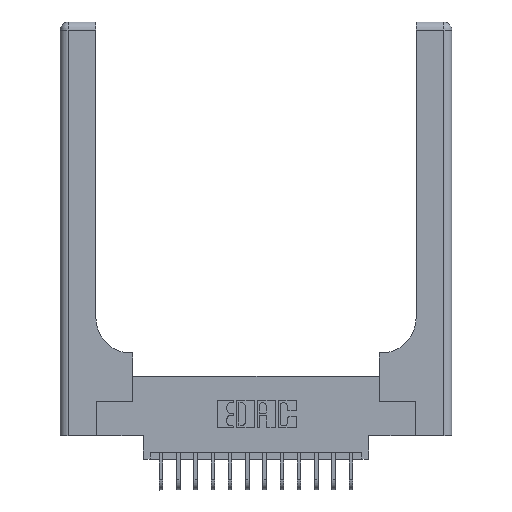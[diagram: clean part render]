
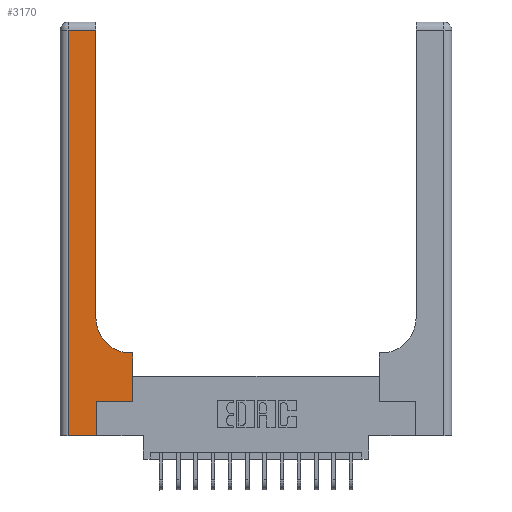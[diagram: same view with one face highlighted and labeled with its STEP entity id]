
A CAD part, top view. The second image highlights one B-rep face of the part: STEP entity #3170.
In plain terms, the highlighted planar face has unit normal (0, 0, 1).
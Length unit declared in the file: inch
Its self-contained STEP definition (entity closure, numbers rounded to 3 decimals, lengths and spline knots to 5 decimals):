
#167 = DIRECTION ( 'NONE',  ( 0., 0., -1. ) ) ;
#972 = CARTESIAN_POINT ( 'NONE',  ( 0.26, 2.94, 0.37 ) ) ;
#984 = CARTESIAN_POINT ( 'NONE',  ( 0.06, 2.94, 0.37 ) ) ;
#1495 = CARTESIAN_POINT ( 'NONE',  ( 0., 2.94, 0.37 ) ) ;
#2163 = CARTESIAN_POINT ( 'NONE',  ( 0.26, 0.6, 0.37 ) ) ;
#2212 = FACE_OUTER_BOUND ( 'NONE', #12733, .T. ) ;
#2234 = VERTEX_POINT ( 'NONE', #4774 ) ;
#2331 = VERTEX_POINT ( 'NONE', #14497 ) ;
#2486 = ORIENTED_EDGE ( 'NONE', *, *, #15573, .T. ) ;
#2659 = EDGE_CURVE ( 'NONE', #2234, #14130, #2889, .T. ) ;
#2888 = ORIENTED_EDGE ( 'NONE', *, *, #13964, .T. ) ;
#2889 = LINE ( 'NONE', #18696, #10226 ) ;
#3170 = ADVANCED_FACE ( 'NONE', ( #2212 ), #16536, .F. ) ;
#3194 = CARTESIAN_POINT ( 'NONE',  ( 0.528, 0.6, 0.37 ) ) ;
#3274 = CARTESIAN_POINT ( 'NONE',  ( 0.06, 3., 0.37 ) ) ;
#3308 = EDGE_CURVE ( 'NONE', #3368, #2234, #11395, .T. ) ;
#3368 = VERTEX_POINT ( 'NONE', #984 ) ;
#3594 = EDGE_CURVE ( 'NONE', #7447, #4128, #14808, .T. ) ;
#3647 = VERTEX_POINT ( 'NONE', #5179 ) ;
#4128 = VERTEX_POINT ( 'NONE', #17047 ) ;
#4774 = CARTESIAN_POINT ( 'NONE',  ( 0.06, 0., 0.37 ) ) ;
#4809 = AXIS2_PLACEMENT_3D ( 'NONE', #11198, #18483, #9561 ) ;
#4872 = CARTESIAN_POINT ( 'NONE',  ( 0., 3., 0.37 ) ) ;
#4985 = EDGE_CURVE ( 'NONE', #10819, #3368, #12688, .T. ) ;
#4987 = DIRECTION ( 'NONE',  ( 1., 0., 0. ) ) ;
#5179 = CARTESIAN_POINT ( 'NONE',  ( 0.265, 0.25, 0.37 ) ) ;
#5268 = DIRECTION ( 'NONE',  ( -1., 0., 0. ) ) ;
#5390 = CARTESIAN_POINT ( 'NONE',  ( 0.265, 0., 0.37 ) ) ;
#5658 = VECTOR ( 'NONE', #15650, 39.37008 ) ;
#6952 = LINE ( 'NONE', #17865, #7169 ) ;
#7169 = VECTOR ( 'NONE', #10681, 39.37008 ) ;
#7184 = VECTOR ( 'NONE', #12418, 39.37008 ) ;
#7447 = VERTEX_POINT ( 'NONE', #11817 ) ;
#8512 = DIRECTION ( 'NONE',  ( -1., 0., 0. ) ) ;
#8664 = ORIENTED_EDGE ( 'NONE', *, *, #3594, .T. ) ;
#9111 = EDGE_CURVE ( 'NONE', #3647, #2331, #18040, .T. ) ;
#9561 = DIRECTION ( 'NONE',  ( 1., 0., 0. ) ) ;
#9616 = EDGE_CURVE ( 'NONE', #18814, #7447, #14816, .T. ) ;
#10226 = VECTOR ( 'NONE', #12988, 39.37008 ) ;
#10681 = DIRECTION ( 'NONE',  ( 0., 1., 0. ) ) ;
#10787 = LINE ( 'NONE', #12547, #5658 ) ;
#10819 = VERTEX_POINT ( 'NONE', #972 ) ;
#10824 = ORIENTED_EDGE ( 'NONE', *, *, #3308, .T. ) ;
#10825 = ORIENTED_EDGE ( 'NONE', *, *, #9111, .T. ) ;
#10930 = DIRECTION ( 'NONE',  ( 0., -1., 0. ) ) ;
#10939 = VECTOR ( 'NONE', #10930, 39.37008 ) ;
#10948 = VECTOR ( 'NONE', #4987, 39.37008 ) ;
#11049 = EDGE_CURVE ( 'NONE', #14130, #3647, #6952, .T. ) ;
#11108 = ORIENTED_EDGE ( 'NONE', *, *, #2659, .T. ) ;
#11198 = CARTESIAN_POINT ( 'NONE',  ( 0.51, 0.85, 0.37 ) ) ;
#11252 = VECTOR ( 'NONE', #16516, 39.37008 ) ;
#11372 = ORIENTED_EDGE ( 'NONE', *, *, #4985, .T. ) ;
#11395 = LINE ( 'NONE', #3274, #10939 ) ;
#11817 = CARTESIAN_POINT ( 'NONE',  ( 0.51, 0.6, 0.37 ) ) ;
#12256 = VECTOR ( 'NONE', #8512, 39.37008 ) ;
#12418 = DIRECTION ( 'NONE',  ( -1., 0., 0. ) ) ;
#12547 = CARTESIAN_POINT ( 'NONE',  ( 0.528, 0.25, 0.37 ) ) ;
#12688 = LINE ( 'NONE', #1495, #12256 ) ;
#12733 = EDGE_LOOP ( 'NONE', ( #2888, #11372, #10824, #11108, #17671, #10825, #2486, #13572, #8664 ) ) ;
#12988 = DIRECTION ( 'NONE',  ( 1., 0., 0. ) ) ;
#13572 = ORIENTED_EDGE ( 'NONE', *, *, #9616, .T. ) ;
#13964 = EDGE_CURVE ( 'NONE', #4128, #10819, #17447, .T. ) ;
#14130 = VERTEX_POINT ( 'NONE', #5390 ) ;
#14396 = AXIS2_PLACEMENT_3D ( 'NONE', #4872, #167, #5268 ) ;
#14497 = CARTESIAN_POINT ( 'NONE',  ( 0.528, 0.25, 0.37 ) ) ;
#14808 = CIRCLE ( 'NONE', #4809, 0.25 ) ;
#14816 = LINE ( 'NONE', #2163, #7184 ) ;
#15573 = EDGE_CURVE ( 'NONE', #2331, #18814, #10787, .T. ) ;
#15650 = DIRECTION ( 'NONE',  ( 0., 1., 0. ) ) ;
#16516 = DIRECTION ( 'NONE',  ( 0., 1., 0. ) ) ;
#16536 = PLANE ( 'NONE',  #14396 ) ;
#17047 = CARTESIAN_POINT ( 'NONE',  ( 0.26, 0.85, 0.37 ) ) ;
#17447 = LINE ( 'NONE', #18088, #11252 ) ;
#17671 = ORIENTED_EDGE ( 'NONE', *, *, #11049, .T. ) ;
#17865 = CARTESIAN_POINT ( 'NONE',  ( 0.265, 0., 0.37 ) ) ;
#18037 = CARTESIAN_POINT ( 'NONE',  ( 0.265, 0.25, 0.37 ) ) ;
#18040 = LINE ( 'NONE', #18037, #10948 ) ;
#18088 = CARTESIAN_POINT ( 'NONE',  ( 0.26, 3., 0.37 ) ) ;
#18483 = DIRECTION ( 'NONE',  ( 0., 0., -1. ) ) ;
#18696 = CARTESIAN_POINT ( 'NONE',  ( 0., 0., 0.37 ) ) ;
#18814 = VERTEX_POINT ( 'NONE', #3194 ) ;
